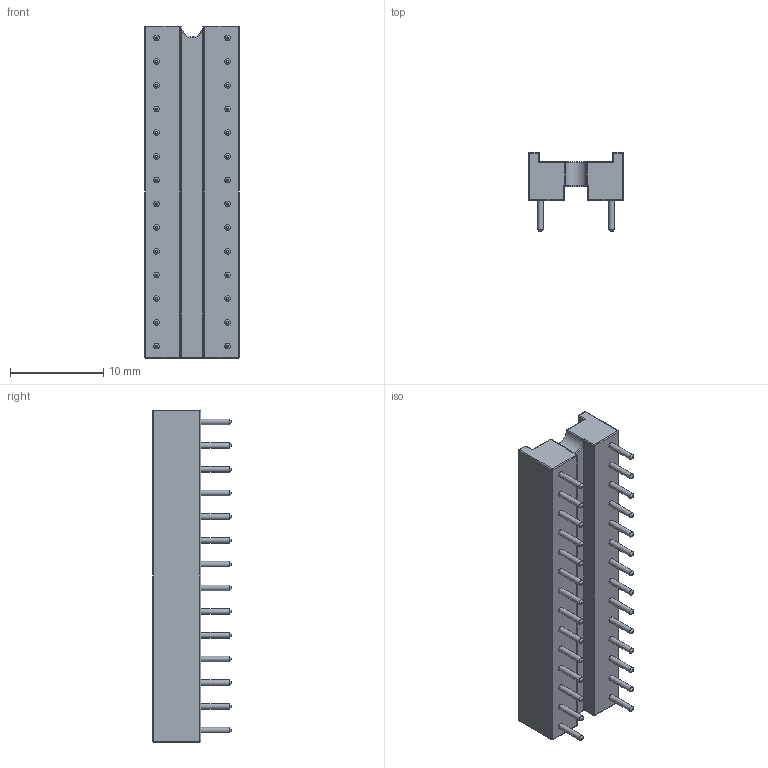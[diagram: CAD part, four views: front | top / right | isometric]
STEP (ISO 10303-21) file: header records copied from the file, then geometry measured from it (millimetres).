
FILE_DESCRIPTION(/* description */ (''),/* implementation_level */ '2;1');
FILE_NAME(/* name */ 'IC_Sockel_28P.stp',/* time_stamp */ '2017-10-27T00:24:47+02:00',/* author */ ('Alex'),/* organization */ (''),/* preprocessor_version */ 'ST-DEVELOPER v16.5',/* originating_system */ 'Autodesk Inventor 2017',/* authorisation */ '');
FILE_SCHEMA (('AUTOMOTIVE_DESIGN { 1 0 10303 214 3 1 1 }'));
Length unit declared in the file: millimetre
Products named in the file (1): IC_Sockel_28P
Bounding box: 10.16 x 8.46 x 35.56 mm (x, y, z)
Volume: 1358.8 mm3; surface area: 1797.7 mm2
Topology: 1 solids, 1 shells, 422 faces, 1074 edges, 680 vertices
Faces by surface type: plane 239, cylinder 123, cone 28, sphere 20, bspline 8, torus 4
Full cylindrical faces by diameter (mm): 0.6 x28
Entity records: 12737 total; most frequent: CARTESIAN_POINT 2307, DIRECTION 2122, ORIENTED_EDGE 2032, EDGE_CURVE 1016, LINE 720, VECTOR 720, AXIS2_PLACEMENT_3D 701, VERTEX_POINT 680
